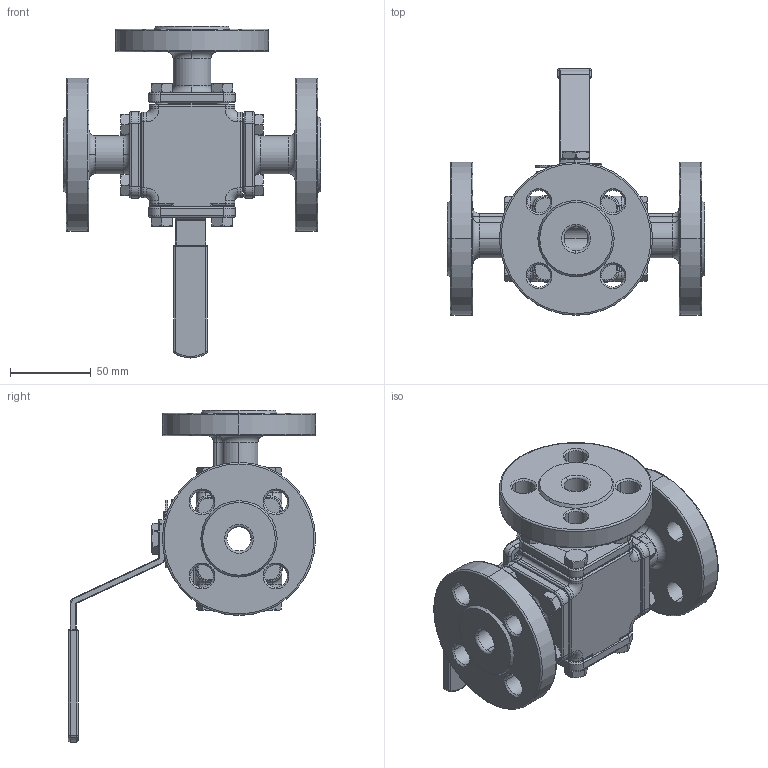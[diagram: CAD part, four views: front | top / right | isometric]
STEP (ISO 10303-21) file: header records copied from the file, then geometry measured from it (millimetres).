
FILE_DESCRIPTION (( 'STEP AP214' ), '1' );
FILE_NAME ('510-015-G01-1(501F,0.5,T-Port,3-way, PN16).STEP', '2019-10-04T08:45:04', ( '' ), ( '' ), 'SwSTEP 2.0', 'SolidWorks 2012', '' );
FILE_SCHEMA (( 'AUTOMOTIVE_DESIGN' ));
Length unit declared in the file: millimetre
Products named in the file (1): 510-015-G01-1(501F,0.5,T-Port,3-way, PN16)
Bounding box: 159.9 x 153.3 x 205.95 mm (x, y, z)
Volume: 602340.9 mm3; surface area: 128239.9 mm2
Topology: 1 solids, 1 shells, 1524 faces, 4000 edges, 2403 vertices
Faces by surface type: cylinder 449, plane 411, cone 330, torus 176, bspline 146, sphere 12
Entity records: 116479 total; most frequent: CARTESIAN_POINT 64095, ORIENTED_EDGE 7968, DIRECTION 7099, EDGE_CURVE 3984, AXIS2_PLACEMENT_3D 2868, VERTEX_POINT 2403, EDGE_LOOP 1647, UNCERTAINTY_MEASURE_WITH_UNIT 1527
